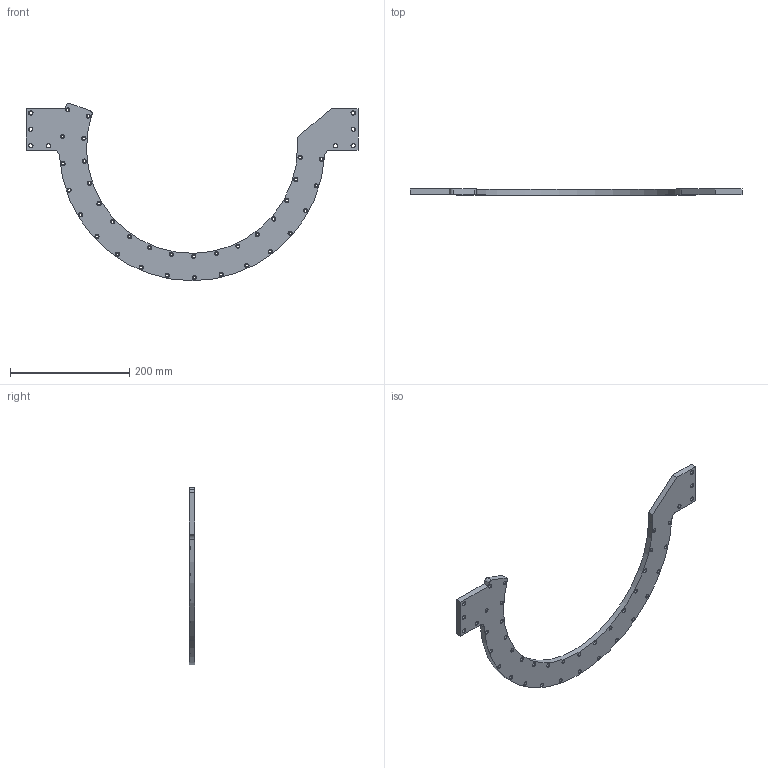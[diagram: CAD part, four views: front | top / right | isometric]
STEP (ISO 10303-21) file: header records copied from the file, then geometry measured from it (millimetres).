
FILE_DESCRIPTION(/* description */ (''),/* implementation_level */ '2;1');
FILE_NAME(/* name */ 'GETOUT_STAVE_92.stp',/* time_stamp */ '2018-09-17T15:51:34+02:00',/* author */ (''),/* organization */ (''),/* preprocessor_version */ 'ST-DEVELOPER v16.7',/* originating_system */ 'SIEMENS PLM Software NX 12.0',/* authorisation */ '');
FILE_SCHEMA (('AUTOMOTIVE_DESIGN { 1 0 10303 214 3 1 1 1 }'));
Length unit declared in the file: millimetre
Products named in the file (1): bez8324385A6uxt
Bounding box: 557 x 10 x 297.84 mm (x, y, z)
Volume: 406455.3 mm3; surface area: 107626.5 mm2
Topology: 1 solids, 1 shells, 418 faces, 984 edges, 628 vertices
Faces by surface type: plane 219, cone 84, cylinder 83, extrusion 32
Full cylindrical faces by diameter (mm): 4.5 x34, 6 x36, 6.5 x6
Entity records: 12442 total; most frequent: CARTESIAN_POINT 3767, ORIENTED_EDGE 1648, DIRECTION 1520, EDGE_CURVE 824, EDGE_LOOP 722, AXIS2_PLACEMENT_3D 637, VERTEX_POINT 628, FACE_BOUND 506
